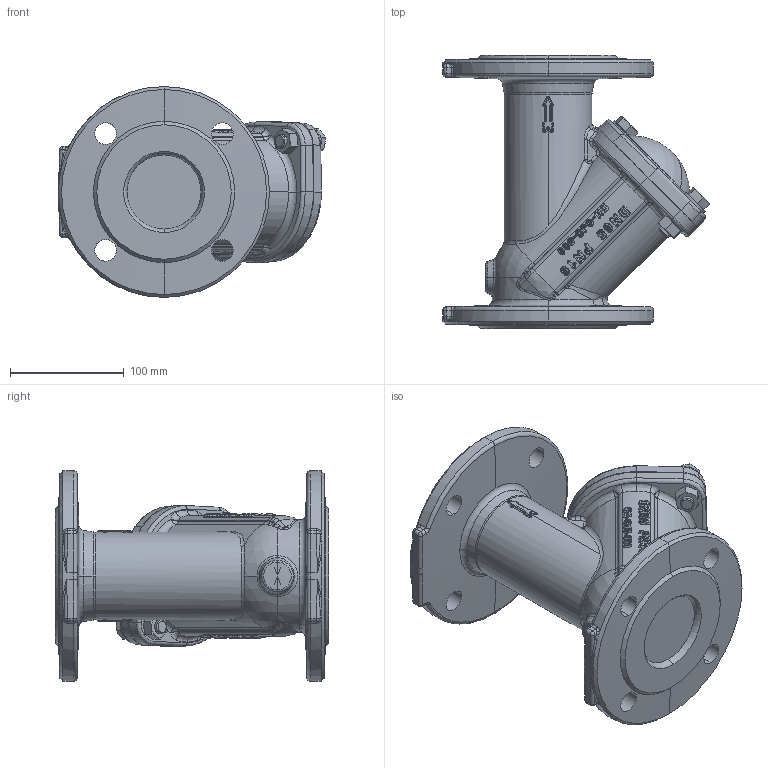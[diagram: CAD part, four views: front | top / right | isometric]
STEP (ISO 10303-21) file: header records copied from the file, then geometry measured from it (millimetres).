
FILE_DESCRIPTION (( 'STEP AP214' ), '1' );
FILE_NAME ('VALV RET BOLA FL DN65 PN16.STEP', '2014-09-29T17:22:28', ( '' ), ( '' ), 'SwSTEP 2.0', 'SolidWorks 2014', '' );
FILE_SCHEMA (( 'AUTOMOTIVE_DESIGN' ));
Length unit declared in the file: millimetre
Products named in the file (1): VALV RET BOLA FL DN65 PN16
Bounding box: 234.05 x 240 x 185 mm (x, y, z)
Volume: 2855708.6 mm3; surface area: 216191.2 mm2
Topology: 1 solids, 1 shells, 1375 faces, 3516 edges, 2213 vertices
Faces by surface type: bspline 810, plane 242, cylinder 182, cone 67, torus 38, sphere 36
Entity records: 111967 total; most frequent: CARTESIAN_POINT 84878, ORIENTED_EDGE 7012, EDGE_CURVE 3506, DIRECTION 2724, B_SPLINE_CURVE_WITH_KNOTS 2339, VERTEX_POINT 2213, EDGE_LOOP 1475, FACE_OUTER_BOUND 1375
